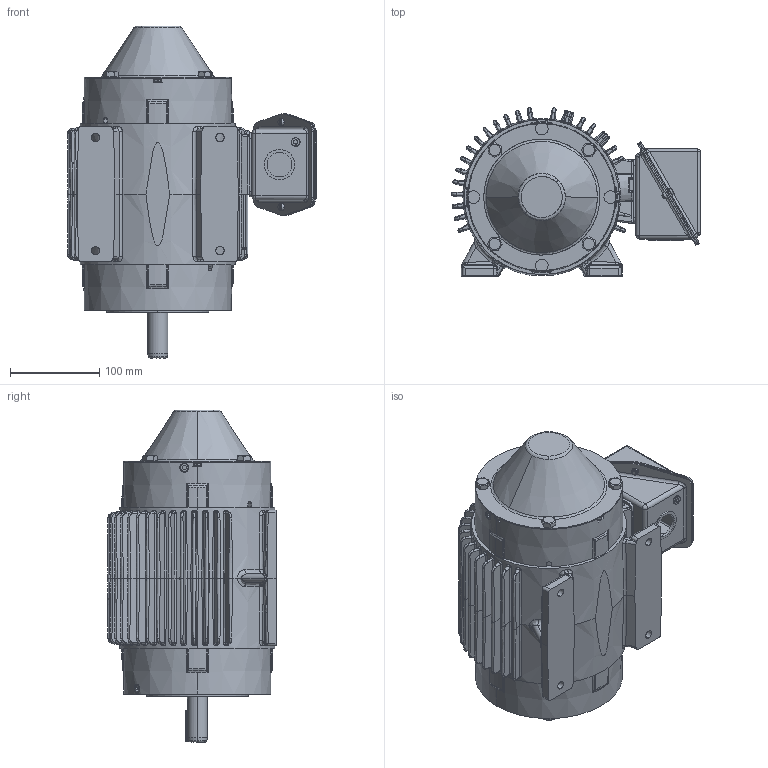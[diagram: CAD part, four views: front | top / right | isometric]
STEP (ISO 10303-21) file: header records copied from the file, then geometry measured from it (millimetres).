
FILE_DESCRIPTION (( 'STEP AP214' ), '1' );
FILE_NAME ('104122-625_Rev3.STEP', '2022-01-04T00:30:57', ( '' ), ( '' ), 'SwSTEP 2.0', 'SolidWorks 2017', '' );
FILE_SCHEMA (( 'AUTOMOTIVE_DESIGN' ));
Length unit declared in the file: inch
Products named in the file (1): 104122-625_Rev3
Bounding box: 279.44 x 188.89 x 372.85 mm (x, y, z)
Volume: 2191063.1 mm3; surface area: 749989.5 mm2
Topology: 28 solids, 28 shells, 3023 faces, 7527 edges, 4449 vertices
Faces by surface type: bspline 1480, cylinder 640, plane 543, cone 360
Entity records: 156542 total; most frequent: CARTESIAN_POINT 95276, ORIENTED_EDGE 14712, DIRECTION 10199, EDGE_CURVE 7356, VERTEX_POINT 4449, AXIS2_PLACEMENT_3D 4253, EDGE_LOOP 3175, ADVANCED_FACE 3023
